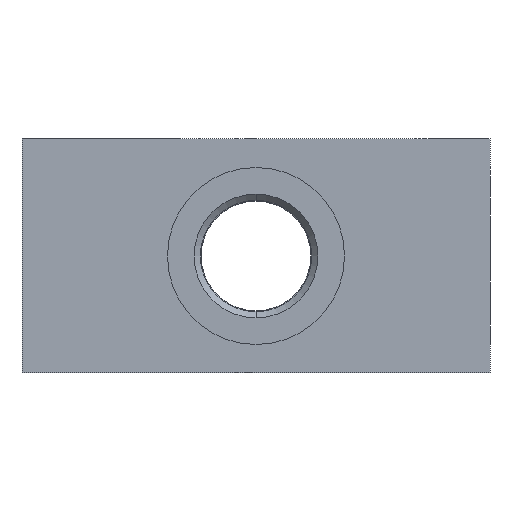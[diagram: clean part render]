
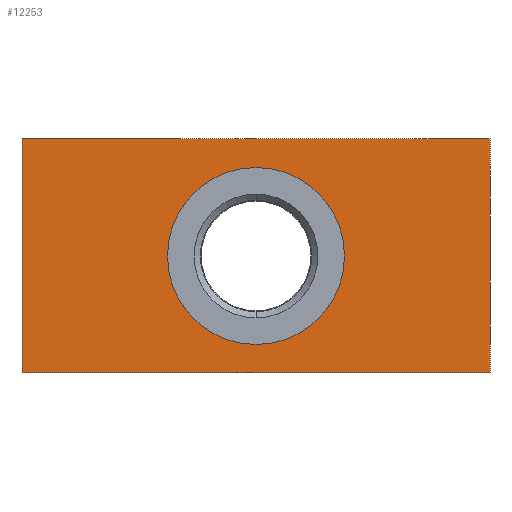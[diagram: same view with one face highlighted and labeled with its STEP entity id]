
A CAD part, front view. The second image highlights one B-rep face of the part: STEP entity #12253.
In plain terms, the highlighted planar face has unit normal (0, -1, 0).
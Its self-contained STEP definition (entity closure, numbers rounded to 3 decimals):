
#183 = CARTESIAN_POINT ( 'NONE',  ( 0., -32.5, 0. ) ) ;
#207 = CARTESIAN_POINT ( 'NONE',  ( -32., -32.5, 16. ) ) ;
#339 = CIRCLE ( 'NONE', #2476, 12.105 ) ;
#504 = ORIENTED_EDGE ( 'NONE', *, *, #1101, .F. ) ;
#580 = CARTESIAN_POINT ( 'NONE',  ( 0., -32.5, 12.105 ) ) ;
#802 = EDGE_CURVE ( 'NONE', #5955, #3562, #9286, .T. ) ;
#893 = CARTESIAN_POINT ( 'NONE',  ( 0., -32.5, 0. ) ) ;
#1101 = EDGE_CURVE ( 'NONE', #12202, #5955, #11981, .T. ) ;
#1263 = LINE ( 'NONE', #11482, #9334 ) ;
#1273 = DIRECTION ( 'NONE',  ( 0., 1., 0. ) ) ;
#1962 = DIRECTION ( 'NONE',  ( 0., 0., -1. ) ) ;
#2114 = EDGE_CURVE ( 'NONE', #10444, #2172, #339, .T. ) ;
#2172 = VERTEX_POINT ( 'NONE', #8372 ) ;
#2273 = DIRECTION ( 'NONE',  ( 0., 0., -1. ) ) ;
#2353 = LINE ( 'NONE', #12933, #11219 ) ;
#2476 = AXIS2_PLACEMENT_3D ( 'NONE', #183, #12354, #2273 ) ;
#2998 = CARTESIAN_POINT ( 'NONE',  ( -32., -32.5, -16. ) ) ;
#3000 = EDGE_CURVE ( 'NONE', #3562, #9196, #1263, .T. ) ;
#3562 = VERTEX_POINT ( 'NONE', #11193 ) ;
#4008 = ORIENTED_EDGE ( 'NONE', *, *, #4297, .F. ) ;
#4055 = DIRECTION ( 'NONE',  ( 0., 0., -1. ) ) ;
#4297 = EDGE_CURVE ( 'NONE', #2172, #10444, #9628, .T. ) ;
#4395 = DIRECTION ( 'NONE',  ( 0., 0., 1. ) ) ;
#4396 = VECTOR ( 'NONE', #4395, 1000. ) ;
#4566 = DIRECTION ( 'NONE',  ( 1., 0., 0. ) ) ;
#5327 = PLANE ( 'NONE',  #7035 ) ;
#5955 = VERTEX_POINT ( 'NONE', #6224 ) ;
#6224 = CARTESIAN_POINT ( 'NONE',  ( -32., -32.5, -16. ) ) ;
#6400 = CARTESIAN_POINT ( 'NONE',  ( 32., -32.5, 16. ) ) ;
#6415 = DIRECTION ( 'NONE',  ( 0., 0., 1. ) ) ;
#6604 = VECTOR ( 'NONE', #10105, 1000. ) ;
#6714 = ORIENTED_EDGE ( 'NONE', *, *, #12806, .F. ) ;
#6719 = ORIENTED_EDGE ( 'NONE', *, *, #3000, .F. ) ;
#6969 = FACE_OUTER_BOUND ( 'NONE', #7189, .T. ) ;
#7035 = AXIS2_PLACEMENT_3D ( 'NONE', #207, #1273, #6415 ) ;
#7060 = DIRECTION ( 'NONE',  ( 0., -1., 0. ) ) ;
#7189 = EDGE_LOOP ( 'NONE', ( #9344, #504, #6714, #6719 ) ) ;
#7446 = CARTESIAN_POINT ( 'NONE',  ( -32., -32.5, -16. ) ) ;
#7775 = EDGE_LOOP ( 'NONE', ( #4008, #11435 ) ) ;
#8372 = CARTESIAN_POINT ( 'NONE',  ( 0., -32.5, -12.105 ) ) ;
#9196 = VERTEX_POINT ( 'NONE', #6400 ) ;
#9286 = LINE ( 'NONE', #7446, #4396 ) ;
#9334 = VECTOR ( 'NONE', #4566, 1000. ) ;
#9344 = ORIENTED_EDGE ( 'NONE', *, *, #802, .F. ) ;
#9628 = CIRCLE ( 'NONE', #10668, 12.105 ) ;
#10105 = DIRECTION ( 'NONE',  ( -1., 0., 0. ) ) ;
#10396 = CARTESIAN_POINT ( 'NONE',  ( 32., -32.5, -16. ) ) ;
#10444 = VERTEX_POINT ( 'NONE', #580 ) ;
#10668 = AXIS2_PLACEMENT_3D ( 'NONE', #893, #7060, #1962 ) ;
#11193 = CARTESIAN_POINT ( 'NONE',  ( -32., -32.5, 16. ) ) ;
#11219 = VECTOR ( 'NONE', #4055, 1000. ) ;
#11435 = ORIENTED_EDGE ( 'NONE', *, *, #2114, .F. ) ;
#11482 = CARTESIAN_POINT ( 'NONE',  ( -32., -32.5, 16. ) ) ;
#11981 = LINE ( 'NONE', #2998, #6604 ) ;
#12028 = FACE_BOUND ( 'NONE', #7775, .T. ) ;
#12202 = VERTEX_POINT ( 'NONE', #10396 ) ;
#12253 = ADVANCED_FACE ( 'NONE', ( #6969, #12028 ), #5327, .F. ) ;
#12354 = DIRECTION ( 'NONE',  ( 0., -1., 0. ) ) ;
#12806 = EDGE_CURVE ( 'NONE', #9196, #12202, #2353, .T. ) ;
#12933 = CARTESIAN_POINT ( 'NONE',  ( 32., -32.5, -16. ) ) ;
